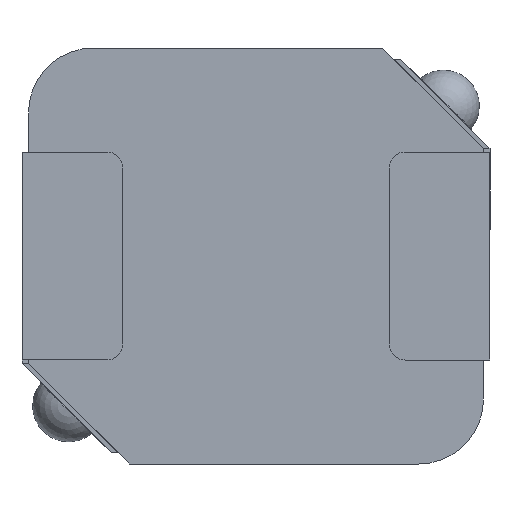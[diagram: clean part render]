
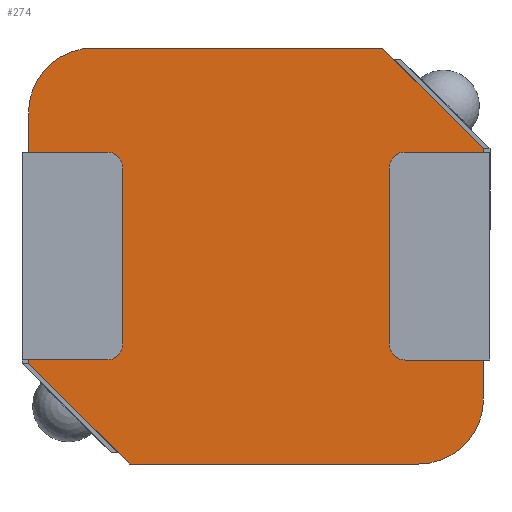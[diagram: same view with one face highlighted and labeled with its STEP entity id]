
A CAD part, front view. The second image highlights one B-rep face of the part: STEP entity #274.
In plain terms, the highlighted planar face has unit normal (0, -1, 0).
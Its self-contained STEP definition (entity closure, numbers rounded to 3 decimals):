
#65 = VERTEX_POINT ( 'NONE', #888 ) ;
#105 = FACE_OUTER_BOUND ( 'NONE', #2103, .T. ) ;
#150 = CARTESIAN_POINT ( 'NONE',  ( -3.5, 0., -1.65 ) ) ;
#152 = AXIS2_PLACEMENT_3D ( 'NONE', #2515, #975, #1828 ) ;
#248 = CARTESIAN_POINT ( 'NONE',  ( -3.5, 0., -1.65 ) ) ;
#255 = EDGE_CURVE ( 'NONE', #1591, #1421, #791, .T. ) ;
#274 = ADVANCED_FACE ( 'NONE', ( #105 ), #1021, .F. ) ;
#281 = LINE ( 'NONE', #947, #818 ) ;
#365 = DIRECTION ( 'NONE',  ( 0., -1., 0. ) ) ;
#376 = ORIENTED_EDGE ( 'NONE', *, *, #1723, .T. ) ;
#427 = VERTEX_POINT ( 'NONE', #481 ) ;
#481 = CARTESIAN_POINT ( 'NONE',  ( -2.5, 0., 3.2 ) ) ;
#559 = DIRECTION ( 'NONE',  ( 0., 0., 1. ) ) ;
#627 = CARTESIAN_POINT ( 'NONE',  ( 3.5, 0., -3.2 ) ) ;
#703 = CARTESIAN_POINT ( 'NONE',  ( -3.5, 0., -3.2 ) ) ;
#711 = CARTESIAN_POINT ( 'NONE',  ( -2.5, 0., 2.2 ) ) ;
#713 = CARTESIAN_POINT ( 'NONE',  ( 1.95, 0., 3.2 ) ) ;
#739 = EDGE_CURVE ( 'NONE', #65, #2641, #2737, .T. ) ;
#791 = LINE ( 'NONE', #150, #922 ) ;
#818 = VECTOR ( 'NONE', #2498, 1000. ) ;
#832 = DIRECTION ( 'NONE',  ( -0.707, 0., 0.707 ) ) ;
#835 = VERTEX_POINT ( 'NONE', #1367 ) ;
#852 = CIRCLE ( 'NONE', #2008, 1. ) ;
#888 = CARTESIAN_POINT ( 'NONE',  ( 3.5, 0., 1.65 ) ) ;
#914 = EDGE_CURVE ( 'NONE', #835, #1421, #1128, .T. ) ;
#922 = VECTOR ( 'NONE', #2055, 1000. ) ;
#947 = CARTESIAN_POINT ( 'NONE',  ( -3.5, 0., 3.2 ) ) ;
#950 = CIRCLE ( 'NONE', #1541, 1. ) ;
#975 = DIRECTION ( 'NONE',  ( 0., 1., 0. ) ) ;
#983 = LINE ( 'NONE', #1593, #1748 ) ;
#995 = EDGE_CURVE ( 'NONE', #1591, #2434, #983, .T. ) ;
#1011 = ORIENTED_EDGE ( 'NONE', *, *, #739, .F. ) ;
#1021 = PLANE ( 'NONE',  #152 ) ;
#1092 = EDGE_CURVE ( 'NONE', #65, #1405, #1241, .T. ) ;
#1128 = LINE ( 'NONE', #703, #2461 ) ;
#1241 = LINE ( 'NONE', #2566, #1498 ) ;
#1367 = CARTESIAN_POINT ( 'NONE',  ( 2.5, 0., -3.2 ) ) ;
#1371 = DIRECTION ( 'NONE',  ( 0., 0., 1. ) ) ;
#1405 = VERTEX_POINT ( 'NONE', #713 ) ;
#1417 = ORIENTED_EDGE ( 'NONE', *, *, #1092, .T. ) ;
#1421 = VERTEX_POINT ( 'NONE', #1600 ) ;
#1498 = VECTOR ( 'NONE', #832, 1000. ) ;
#1513 = CARTESIAN_POINT ( 'NONE',  ( -3.5, 0., 2.2 ) ) ;
#1541 = AXIS2_PLACEMENT_3D ( 'NONE', #711, #365, #2221 ) ;
#1555 = DIRECTION ( 'NONE',  ( -1., 0., 0. ) ) ;
#1591 = VERTEX_POINT ( 'NONE', #248 ) ;
#1593 = CARTESIAN_POINT ( 'NONE',  ( -3.5, 0., -3.2 ) ) ;
#1600 = CARTESIAN_POINT ( 'NONE',  ( -1.95, 0., -3.2 ) ) ;
#1699 = EDGE_CURVE ( 'NONE', #427, #1405, #281, .T. ) ;
#1723 = EDGE_CURVE ( 'NONE', #427, #2434, #950, .T. ) ;
#1748 = VECTOR ( 'NONE', #559, 1000. ) ;
#1828 = DIRECTION ( 'NONE',  ( 0., 0., 1. ) ) ;
#1870 = ORIENTED_EDGE ( 'NONE', *, *, #255, .T. ) ;
#1971 = DIRECTION ( 'NONE',  ( 0., -1., 0. ) ) ;
#2008 = AXIS2_PLACEMENT_3D ( 'NONE', #2383, #1971, #1371 ) ;
#2021 = ORIENTED_EDGE ( 'NONE', *, *, #995, .F. ) ;
#2055 = DIRECTION ( 'NONE',  ( 0.707, 0., -0.707 ) ) ;
#2092 = ORIENTED_EDGE ( 'NONE', *, *, #914, .F. ) ;
#2103 = EDGE_LOOP ( 'NONE', ( #2021, #1870, #2092, #2315, #1011, #1417, #2321, #376 ) ) ;
#2185 = CARTESIAN_POINT ( 'NONE',  ( 3.5, 0., -2.2 ) ) ;
#2221 = DIRECTION ( 'NONE',  ( 0., 0., 1. ) ) ;
#2315 = ORIENTED_EDGE ( 'NONE', *, *, #2708, .T. ) ;
#2321 = ORIENTED_EDGE ( 'NONE', *, *, #1699, .F. ) ;
#2383 = CARTESIAN_POINT ( 'NONE',  ( 2.5, 0., -2.2 ) ) ;
#2434 = VERTEX_POINT ( 'NONE', #1513 ) ;
#2461 = VECTOR ( 'NONE', #1555, 1000. ) ;
#2498 = DIRECTION ( 'NONE',  ( 1., 0., 0. ) ) ;
#2515 = CARTESIAN_POINT ( 'NONE',  ( 0., 0., 0. ) ) ;
#2553 = DIRECTION ( 'NONE',  ( 0., 0., -1. ) ) ;
#2566 = CARTESIAN_POINT ( 'NONE',  ( 3.5, 0., 1.65 ) ) ;
#2599 = VECTOR ( 'NONE', #2553, 1000. ) ;
#2641 = VERTEX_POINT ( 'NONE', #2185 ) ;
#2708 = EDGE_CURVE ( 'NONE', #835, #2641, #852, .T. ) ;
#2737 = LINE ( 'NONE', #627, #2599 ) ;
